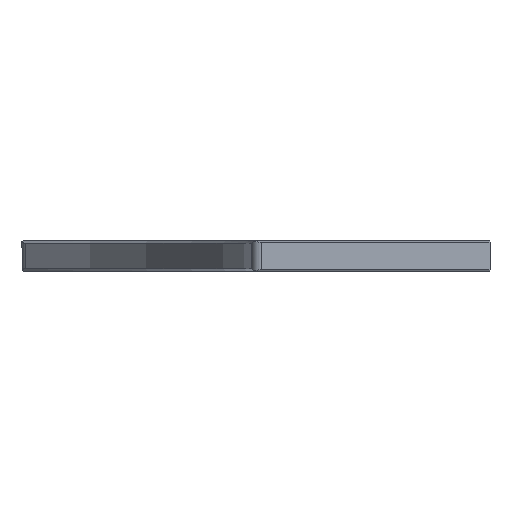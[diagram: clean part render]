
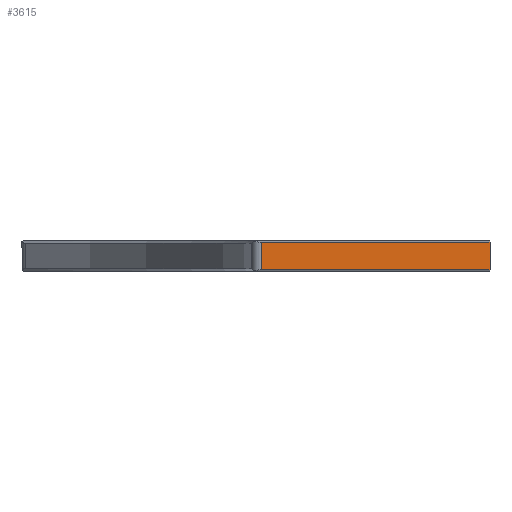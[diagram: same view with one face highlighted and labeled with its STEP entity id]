
A CAD part, front view. The second image highlights one B-rep face of the part: STEP entity #3615.
In plain terms, the highlighted planar face has unit normal (0, -1, 0).
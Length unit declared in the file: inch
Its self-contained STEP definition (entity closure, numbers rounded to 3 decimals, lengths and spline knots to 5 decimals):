
#400 = EDGE_LOOP ( 'NONE', ( #5417, #5241, #3048, #5970 ) ) ;
#575 = CARTESIAN_POINT ( 'NONE',  ( 11., 0., -0.35787 ) ) ;
#754 = CARTESIAN_POINT ( 'NONE',  ( 8.18655, 0., -0.35787 ) ) ;
#929 = EDGE_CURVE ( 'NONE', #2297, #1291, #4114, .T. ) ;
#1133 = PLANE ( 'NONE',  #2242 ) ;
#1202 = VECTOR ( 'NONE', #4725, 39.37008 ) ;
#1291 = VERTEX_POINT ( 'NONE', #5303 ) ;
#1864 = DIRECTION ( 'NONE',  ( 0., 0., -1. ) ) ;
#1959 = LINE ( 'NONE', #575, #3325 ) ;
#2242 = AXIS2_PLACEMENT_3D ( 'NONE', #3014, #5288, #4860 ) ;
#2253 = CARTESIAN_POINT ( 'NONE',  ( 11., 0., -0.3735 ) ) ;
#2297 = VERTEX_POINT ( 'NONE', #2594 ) ;
#2594 = CARTESIAN_POINT ( 'NONE',  ( 11., 0., -0.35787 ) ) ;
#2621 = VERTEX_POINT ( 'NONE', #754 ) ;
#2850 = CARTESIAN_POINT ( 'NONE',  ( 8.0625, 0., -0.01563 ) ) ;
#2938 = EDGE_CURVE ( 'NONE', #1291, #5290, #5181, .T. ) ;
#3014 = CARTESIAN_POINT ( 'NONE',  ( 8.0625, 0., -0.3735 ) ) ;
#3048 = ORIENTED_EDGE ( 'NONE', *, *, #5040, .T. ) ;
#3189 = LINE ( 'NONE', #5095, #4904 ) ;
#3325 = VECTOR ( 'NONE', #3838, 39.37008 ) ;
#3615 = ADVANCED_FACE ( 'NONE', ( #3965 ), #1133, .T. ) ;
#3715 = DIRECTION ( 'NONE',  ( 0., 0., 1. ) ) ;
#3838 = DIRECTION ( 'NONE',  ( 1., 0., 0. ) ) ;
#3965 = FACE_OUTER_BOUND ( 'NONE', #400, .T. ) ;
#4114 = LINE ( 'NONE', #2253, #5735 ) ;
#4725 = DIRECTION ( 'NONE',  ( -1., 0., 0. ) ) ;
#4860 = DIRECTION ( 'NONE',  ( 0., 0., -1. ) ) ;
#4904 = VECTOR ( 'NONE', #1864, 39.37008 ) ;
#5040 = EDGE_CURVE ( 'NONE', #2621, #2297, #1959, .T. ) ;
#5095 = CARTESIAN_POINT ( 'NONE',  ( 8.18655, 0., -0.3425 ) ) ;
#5181 = LINE ( 'NONE', #2850, #1202 ) ;
#5241 = ORIENTED_EDGE ( 'NONE', *, *, #5688, .T. ) ;
#5288 = DIRECTION ( 'NONE',  ( 0., -1., 0. ) ) ;
#5290 = VERTEX_POINT ( 'NONE', #5785 ) ;
#5303 = CARTESIAN_POINT ( 'NONE',  ( 11., 0., -0.01563 ) ) ;
#5417 = ORIENTED_EDGE ( 'NONE', *, *, #2938, .T. ) ;
#5688 = EDGE_CURVE ( 'NONE', #5290, #2621, #3189, .T. ) ;
#5735 = VECTOR ( 'NONE', #3715, 39.37008 ) ;
#5785 = CARTESIAN_POINT ( 'NONE',  ( 8.18655, 0., -0.01563 ) ) ;
#5970 = ORIENTED_EDGE ( 'NONE', *, *, #929, .T. ) ;
